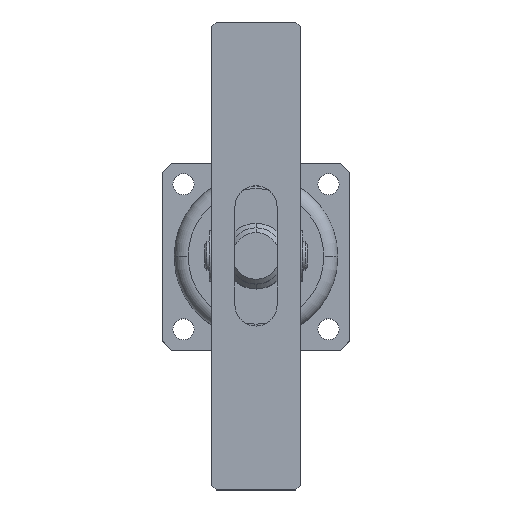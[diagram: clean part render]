
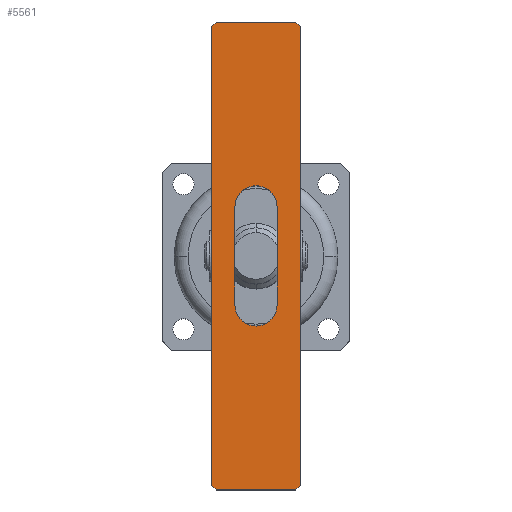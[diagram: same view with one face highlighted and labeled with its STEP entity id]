
A CAD part, top view. The second image highlights one B-rep face of the part: STEP entity #5561.
In plain terms, the highlighted planar face has unit normal (0, 0, 1).
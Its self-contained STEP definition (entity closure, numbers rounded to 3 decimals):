
#169 = AXIS2_PLACEMENT_3D ( 'NONE', #2087, #2088, #2089 ) ;
#181 = AXIS2_PLACEMENT_3D ( 'NONE', #6862, #6863, #6864 ) ;
#358 = AXIS2_PLACEMENT_3D ( 'NONE', #2503, #2502, #2501 ) ;
#400 = CIRCLE ( 'NONE', #169, 4.5 ) ;
#401 = LINE ( 'NONE', #2091, #404 ) ;
#403 = LINE ( 'NONE', #2113, #429 ) ;
#404 = VECTOR ( 'NONE', #2079, 1000. ) ;
#420 = LINE ( 'NONE', #2117, #423 ) ;
#422 = LINE ( 'NONE', #2119, #425 ) ;
#423 = VECTOR ( 'NONE', #2118, 1000. ) ;
#424 = LINE ( 'NONE', #2121, #427 ) ;
#425 = VECTOR ( 'NONE', #2120, 1000. ) ;
#427 = VECTOR ( 'NONE', #2123, 1000. ) ;
#429 = VECTOR ( 'NONE', #2124, 1000. ) ;
#431 = LINE ( 'NONE', #2131, #434 ) ;
#434 = VECTOR ( 'NONE', #2132, 1000. ) ;
#463 = CARTESIAN_POINT ( 'NONE',  ( -49., -9.5, 19. ) ) ;
#470 = CARTESIAN_POINT ( 'NONE',  ( 49., -9.5, 19. ) ) ;
#472 = CARTESIAN_POINT ( 'NONE',  ( -10.5, -4.5, 19. ) ) ;
#570 = CARTESIAN_POINT ( 'NONE',  ( -50., 8.5, 19. ) ) ;
#572 = CARTESIAN_POINT ( 'NONE',  ( 50., -8.5, 19. ) ) ;
#626 = CARTESIAN_POINT ( 'NONE',  ( 10.5, 4.5, 19. ) ) ;
#627 = CARTESIAN_POINT ( 'NONE',  ( 15., 0., 19. ) ) ;
#630 = CARTESIAN_POINT ( 'NONE',  ( -10.5, 4.5, 19. ) ) ;
#790 = CIRCLE ( 'NONE', #358, 4.5 ) ;
#794 = LINE ( 'NONE', #2500, #797 ) ;
#797 = VECTOR ( 'NONE', #2498, 1000. ) ;
#813 = LINE ( 'NONE', #4225, #816 ) ;
#815 = LINE ( 'NONE', #4223, #818 ) ;
#816 = VECTOR ( 'NONE', #4224, 1000. ) ;
#818 = VECTOR ( 'NONE', #4218, 1000. ) ;
#897 = FACE_BOUND ( 'NONE', #2290, .T. ) ;
#900 = FACE_OUTER_BOUND ( 'NONE', #3770, .T. ) ;
#1311 = CIRCLE ( 'NONE', #181, 4.5 ) ;
#1698 = CARTESIAN_POINT ( 'NONE',  ( -49., 9.5, 19. ) ) ;
#1700 = CARTESIAN_POINT ( 'NONE',  ( 50., 8.5, 19. ) ) ;
#1702 = CARTESIAN_POINT ( 'NONE',  ( 10.5, -4.5, 19. ) ) ;
#1705 = CARTESIAN_POINT ( 'NONE',  ( 49., 9.5, 19. ) ) ;
#1707 = CARTESIAN_POINT ( 'NONE',  ( -50., -8.5, 19. ) ) ;
#2079 = DIRECTION ( 'NONE',  ( -1., 0., 0. ) ) ;
#2087 = CARTESIAN_POINT ( 'NONE',  ( 10.5, 0., 19. ) ) ;
#2088 = DIRECTION ( 'NONE',  ( 0., 0., 1. ) ) ;
#2089 = DIRECTION ( 'NONE',  ( 1., 0., 0. ) ) ;
#2091 = CARTESIAN_POINT ( 'NONE',  ( -10.5, 4.5, 19. ) ) ;
#2113 = CARTESIAN_POINT ( 'NONE',  ( 29.25, -29.25, 19. ) ) ;
#2117 = CARTESIAN_POINT ( 'NONE',  ( -29.25, -29.25, 19. ) ) ;
#2118 = DIRECTION ( 'NONE',  ( 0.707, -0.707, 0. ) ) ;
#2119 = CARTESIAN_POINT ( 'NONE',  ( -29.25, 29.25, 19. ) ) ;
#2120 = DIRECTION ( 'NONE',  ( -0.707, -0.707, 0. ) ) ;
#2121 = CARTESIAN_POINT ( 'NONE',  ( -10.5, -4.5, 19. ) ) ;
#2123 = DIRECTION ( 'NONE',  ( 1., 0., 0. ) ) ;
#2124 = DIRECTION ( 'NONE',  ( 0.707, 0.707, 0. ) ) ;
#2131 = CARTESIAN_POINT ( 'NONE',  ( 29.25, 29.25, 19. ) ) ;
#2132 = DIRECTION ( 'NONE',  ( -0.707, 0.707, 0. ) ) ;
#2290 = EDGE_LOOP ( 'NONE', ( #4023, #4024, #4025, #4026, #4027 ) ) ;
#2449 = PLANE ( 'NONE',  #5727 ) ;
#2450 = CARTESIAN_POINT ( 'NONE',  ( 0., 0., 19. ) ) ;
#2455 = DIRECTION ( 'NONE',  ( 0., 0., 1. ) ) ;
#2456 = DIRECTION ( 'NONE',  ( 1., 0., 0. ) ) ;
#2498 = DIRECTION ( 'NONE',  ( 1., 0., 0. ) ) ;
#2500 = CARTESIAN_POINT ( 'NONE',  ( -50., -9.5, 19. ) ) ;
#2501 = DIRECTION ( 'NONE',  ( 1., 0., 0. ) ) ;
#2502 = DIRECTION ( 'NONE',  ( 0., 0., 1. ) ) ;
#2503 = CARTESIAN_POINT ( 'NONE',  ( -10.5, 0., 19. ) ) ;
#3581 = EDGE_CURVE ( 'NONE', #5350, #5192, #790, .T. ) ;
#3583 = EDGE_CURVE ( 'NONE', #5183, #5190, #794, .T. ) ;
#3593 = EDGE_CURVE ( 'NONE', #5290, #5180, #813, .T. ) ;
#3594 = EDGE_CURVE ( 'NONE', #5177, #5178, #815, .T. ) ;
#3661 = EDGE_CURVE ( 'NONE', #5292, #5171, #6157, .T. ) ;
#3770 = EDGE_LOOP ( 'NONE', ( #4028, #4029, #4030, #4031, #4032, #4033, #4034, #4035 ) ) ;
#4023 = ORIENTED_EDGE ( 'NONE', *, *, #3581, .F. ) ;
#4024 = ORIENTED_EDGE ( 'NONE', *, *, #5889, .F. ) ;
#4025 = ORIENTED_EDGE ( 'NONE', *, *, #6367, .F. ) ;
#4026 = ORIENTED_EDGE ( 'NONE', *, *, #5887, .F. ) ;
#4027 = ORIENTED_EDGE ( 'NONE', *, *, #5902, .F. ) ;
#4028 = ORIENTED_EDGE ( 'NONE', *, *, #3594, .T. ) ;
#4029 = ORIENTED_EDGE ( 'NONE', *, *, #5901, .T. ) ;
#4030 = ORIENTED_EDGE ( 'NONE', *, *, #3593, .T. ) ;
#4031 = ORIENTED_EDGE ( 'NONE', *, *, #5900, .T. ) ;
#4032 = ORIENTED_EDGE ( 'NONE', *, *, #3583, .T. ) ;
#4033 = ORIENTED_EDGE ( 'NONE', *, *, #5903, .T. ) ;
#4034 = ORIENTED_EDGE ( 'NONE', *, *, #3661, .T. ) ;
#4035 = ORIENTED_EDGE ( 'NONE', *, *, #5906, .T. ) ;
#4218 = DIRECTION ( 'NONE',  ( -1., 0., 0. ) ) ;
#4223 = CARTESIAN_POINT ( 'NONE',  ( -50., 9.5, 19. ) ) ;
#4224 = DIRECTION ( 'NONE',  ( 0., -1., 0. ) ) ;
#4225 = CARTESIAN_POINT ( 'NONE',  ( -50., 9.5, 19. ) ) ;
#5171 = VERTEX_POINT ( 'NONE', #1700 ) ;
#5172 = VERTEX_POINT ( 'NONE', #1702 ) ;
#5177 = VERTEX_POINT ( 'NONE', #1705 ) ;
#5178 = VERTEX_POINT ( 'NONE', #1698 ) ;
#5180 = VERTEX_POINT ( 'NONE', #1707 ) ;
#5183 = VERTEX_POINT ( 'NONE', #463 ) ;
#5190 = VERTEX_POINT ( 'NONE', #470 ) ;
#5192 = VERTEX_POINT ( 'NONE', #472 ) ;
#5290 = VERTEX_POINT ( 'NONE', #570 ) ;
#5292 = VERTEX_POINT ( 'NONE', #572 ) ;
#5346 = VERTEX_POINT ( 'NONE', #626 ) ;
#5347 = VERTEX_POINT ( 'NONE', #627 ) ;
#5350 = VERTEX_POINT ( 'NONE', #630 ) ;
#5561 = ADVANCED_FACE ( 'NONE', ( #897, #900 ), #2449, .T. ) ;
#5727 = AXIS2_PLACEMENT_3D ( 'NONE', #2450, #2455, #2456 ) ;
#5887 = EDGE_CURVE ( 'NONE', #5172, #5347, #400, .T. ) ;
#5889 = EDGE_CURVE ( 'NONE', #5346, #5350, #401, .T. ) ;
#5900 = EDGE_CURVE ( 'NONE', #5180, #5183, #420, .T. ) ;
#5901 = EDGE_CURVE ( 'NONE', #5178, #5290, #422, .T. ) ;
#5902 = EDGE_CURVE ( 'NONE', #5192, #5172, #424, .T. ) ;
#5903 = EDGE_CURVE ( 'NONE', #5190, #5292, #403, .T. ) ;
#5906 = EDGE_CURVE ( 'NONE', #5171, #5177, #431, .T. ) ;
#6157 = LINE ( 'NONE', #6518, #6160 ) ;
#6160 = VECTOR ( 'NONE', #6519, 1000. ) ;
#6367 = EDGE_CURVE ( 'NONE', #5347, #5346, #1311, .T. ) ;
#6518 = CARTESIAN_POINT ( 'NONE',  ( 50., 9.5, 19. ) ) ;
#6519 = DIRECTION ( 'NONE',  ( 0., 1., 0. ) ) ;
#6862 = CARTESIAN_POINT ( 'NONE',  ( 10.5, 0., 19. ) ) ;
#6863 = DIRECTION ( 'NONE',  ( 0., 0., 1. ) ) ;
#6864 = DIRECTION ( 'NONE',  ( 1., 0., 0. ) ) ;
